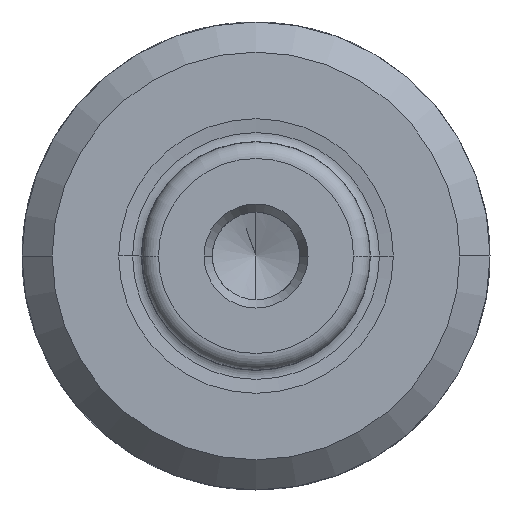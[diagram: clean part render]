
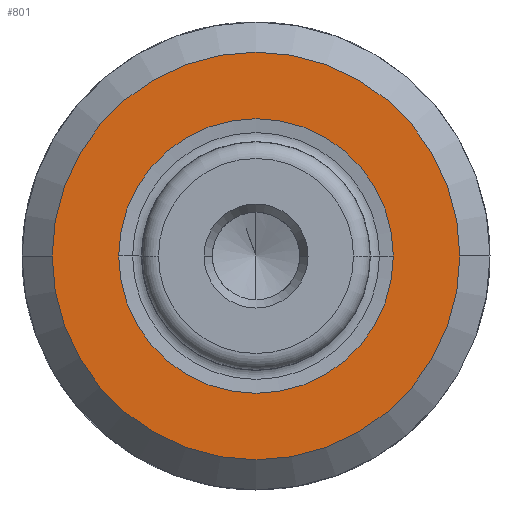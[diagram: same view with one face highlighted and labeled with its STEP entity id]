
A CAD part, left-side view. The second image highlights one B-rep face of the part: STEP entity #801.
In plain terms, the highlighted planar face has unit normal (-1, 0, 0).
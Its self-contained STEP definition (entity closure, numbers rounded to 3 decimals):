
#273 = CARTESIAN_POINT ( 'NONE',  ( -42.5, 0., 0. ) ) ;
#640 = CARTESIAN_POINT ( 'NONE',  ( -42.5, 6.603, 0. ) ) ;
#801 = ADVANCED_FACE ( 'NONE', ( #14588, #1646 ), #24728, .F. ) ;
#1476 = EDGE_CURVE ( 'NONE', #27816, #21578, #7077, .T. ) ;
#1646 = FACE_OUTER_BOUND ( 'NONE', #5819, .T. ) ;
#3563 = EDGE_CURVE ( 'NONE', #5254, #19794, #18871, .T. ) ;
#4629 = CARTESIAN_POINT ( 'NONE',  ( -42.5, 0., 0. ) ) ;
#5254 = VERTEX_POINT ( 'NONE', #13879 ) ;
#5587 = AXIS2_PLACEMENT_3D ( 'NONE', #273, #17694, #24261 ) ;
#5756 = EDGE_LOOP ( 'NONE', ( #25676, #21489 ) ) ;
#5819 = EDGE_LOOP ( 'NONE', ( #6799, #10144 ) ) ;
#6799 = ORIENTED_EDGE ( 'NONE', *, *, #21180, .T. ) ;
#7077 = CIRCLE ( 'NONE', #10629, 9.8 ) ;
#8210 = DIRECTION ( 'NONE',  ( 0., -1., 0. ) ) ;
#8652 = CARTESIAN_POINT ( 'NONE',  ( -42.5, -6.603, 0. ) ) ;
#10144 = ORIENTED_EDGE ( 'NONE', *, *, #1476, .T. ) ;
#10629 = AXIS2_PLACEMENT_3D ( 'NONE', #12128, #20902, #23076 ) ;
#10748 = AXIS2_PLACEMENT_3D ( 'NONE', #14479, #16953, #8210 ) ;
#10833 = AXIS2_PLACEMENT_3D ( 'NONE', #4629, #24482, #11417 ) ;
#11417 = DIRECTION ( 'NONE',  ( 0., -1., 0. ) ) ;
#11543 = CARTESIAN_POINT ( 'NONE',  ( -42.5, 9.8, 0. ) ) ;
#12128 = CARTESIAN_POINT ( 'NONE',  ( -42.5, 0., 0. ) ) ;
#13879 = CARTESIAN_POINT ( 'NONE',  ( -42.5, 6.603, 0. ) ) ;
#14479 = CARTESIAN_POINT ( 'NONE',  ( -42.5, 0., 0. ) ) ;
#14588 = FACE_BOUND ( 'NONE', #5756, .T. ) ;
#16953 = DIRECTION ( 'NONE',  ( -1., 0., 0. ) ) ;
#17694 = DIRECTION ( 'NONE',  ( -1., 0., 0. ) ) ;
#18478 = CARTESIAN_POINT ( 'NONE',  ( -42.5, -9.8, 0. ) ) ;
#18871 = CIRCLE ( 'NONE', #10833, 6.603 ) ;
#19794 = VERTEX_POINT ( 'NONE', #8652 ) ;
#20902 = DIRECTION ( 'NONE',  ( -1., 0., 0. ) ) ;
#21180 = EDGE_CURVE ( 'NONE', #21578, #27816, #25222, .T. ) ;
#21489 = ORIENTED_EDGE ( 'NONE', *, *, #3563, .F. ) ;
#21578 = VERTEX_POINT ( 'NONE', #11543 ) ;
#22439 = DIRECTION ( 'NONE',  ( 0., 1., 0. ) ) ;
#22471 = AXIS2_PLACEMENT_3D ( 'NONE', #640, #22708, #22439 ) ;
#22708 = DIRECTION ( 'NONE',  ( 1., 0., 0. ) ) ;
#23076 = DIRECTION ( 'NONE',  ( 0., -1., 0. ) ) ;
#24261 = DIRECTION ( 'NONE',  ( 0., -1., 0. ) ) ;
#24482 = DIRECTION ( 'NONE',  ( -1., 0., 0. ) ) ;
#24728 = PLANE ( 'NONE',  #22471 ) ;
#24768 = CIRCLE ( 'NONE', #5587, 6.603 ) ;
#24969 = EDGE_CURVE ( 'NONE', #19794, #5254, #24768, .T. ) ;
#25222 = CIRCLE ( 'NONE', #10748, 9.8 ) ;
#25676 = ORIENTED_EDGE ( 'NONE', *, *, #24969, .F. ) ;
#27816 = VERTEX_POINT ( 'NONE', #18478 ) ;
